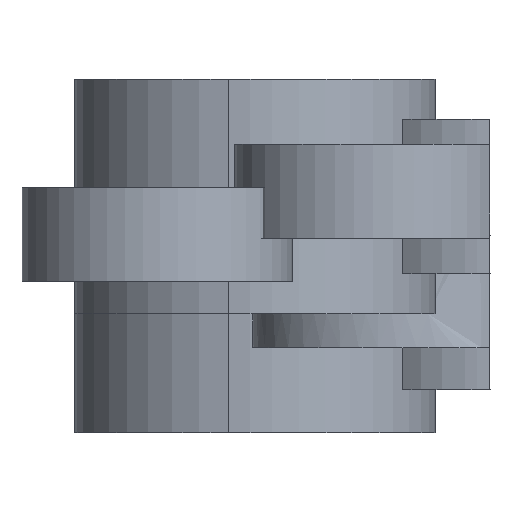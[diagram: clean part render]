
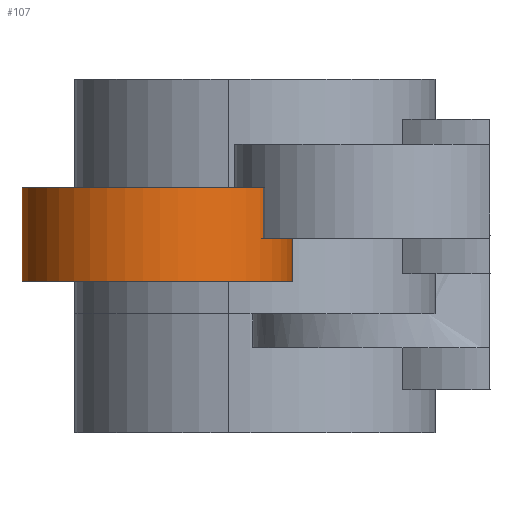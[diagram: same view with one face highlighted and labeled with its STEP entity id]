
A CAD part, front view. The second image highlights one B-rep face of the part: STEP entity #107.
In plain terms, the highlighted free-form (B-spline) face has degree [2, 1] with [9, 2] control points.
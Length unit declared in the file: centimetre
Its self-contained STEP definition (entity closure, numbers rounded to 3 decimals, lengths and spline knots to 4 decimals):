
#107=ADVANCED_FACE('',(#172),#972,.T.);
#172=FACE_OUTER_BOUND('',#237,.T.);
#237=EDGE_LOOP('',(#305,#306,#307,#308));
#305=ORIENTED_EDGE('',*,*,#551,.T.);
#306=ORIENTED_EDGE('',*,*,#549,.F.);
#307=ORIENTED_EDGE('',*,*,#548,.F.);
#308=ORIENTED_EDGE('',*,*,#547,.T.);
#547=EDGE_CURVE('',#837,#841,#701,.T.);
#548=EDGE_CURVE('',#837,#838,#702,.T.);
#549=EDGE_CURVE('',#838,#842,#703,.T.);
#551=EDGE_CURVE('',#841,#842,#705,.T.);
#701=(
BOUNDED_CURVE()
B_SPLINE_CURVE(2,(#1118,#1119,#1120,#1121,#1122,#1123,#1124),
 .UNSPECIFIED.,.F.,.F.)
B_SPLINE_CURVE_WITH_KNOTS((3,2,2,3),(0.,5.8905,11.781,
12.3702),.UNSPECIFIED.)
CURVE()
GEOMETRIC_REPRESENTATION_ITEM()
RATIONAL_B_SPLINE_CURVE((1.,0.707,1.,0.707,1.,0.997,
1.))
REPRESENTATION_ITEM('')
);
#702=(
BOUNDED_CURVE()
B_SPLINE_CURVE(1,(#1125,#1126),.UNSPECIFIED.,.F.,.F.)
B_SPLINE_CURVE_WITH_KNOTS((2,2),(0.,2.6),.UNSPECIFIED.)
CURVE()
GEOMETRIC_REPRESENTATION_ITEM()
RATIONAL_B_SPLINE_CURVE((1.,1.))
REPRESENTATION_ITEM('')
);
#703=(
BOUNDED_CURVE()
B_SPLINE_CURVE(2,(#1127,#1128,#1129,#1130,#1131,#1132,#1133),
 .UNSPECIFIED.,.F.,.F.)
B_SPLINE_CURVE_WITH_KNOTS((3,2,2,3),(0.,5.8905,11.781,
12.3702),.UNSPECIFIED.)
CURVE()
GEOMETRIC_REPRESENTATION_ITEM()
RATIONAL_B_SPLINE_CURVE((1.,0.707,1.,0.707,1.,0.997,
1.))
REPRESENTATION_ITEM('')
);
#705=(
BOUNDED_CURVE()
B_SPLINE_CURVE(1,(#1136,#1137),.UNSPECIFIED.,.F.,.F.)
B_SPLINE_CURVE_WITH_KNOTS((2,2),(0.,2.6),.UNSPECIFIED.)
CURVE()
GEOMETRIC_REPRESENTATION_ITEM()
RATIONAL_B_SPLINE_CURVE((1.,1.))
REPRESENTATION_ITEM('')
);
#837=VERTEX_POINT('',#1112);
#838=VERTEX_POINT('',#1113);
#841=VERTEX_POINT('',#1116);
#842=VERTEX_POINT('',#1117);
#972=(
BOUNDED_SURFACE()
B_SPLINE_SURFACE(2,1,((#1092,#1093),(#1094,#1095),(#1096,#1097),(#1098,
#1099),(#1100,#1101),(#1102,#1103),(#1104,#1105),(#1106,#1107),(#1108,#1109)),
 .UNSPECIFIED.,.T.,.F.,.F.)
B_SPLINE_SURFACE_WITH_KNOTS((3,2,2,2,3),(2,2),(0.,5.8905,11.781,
17.6715,23.5619),(0.,2.6),.UNSPECIFIED.)
GEOMETRIC_REPRESENTATION_ITEM()
RATIONAL_B_SPLINE_SURFACE(((1.,1.),(0.707,0.707),
(1.,1.),(0.707,0.707),(1.,1.),(0.707,
0.707),(1.,1.),(0.707,0.707),(1.,1.)))
REPRESENTATION_ITEM('')
SURFACE()
);
#1092=CARTESIAN_POINT('',(6.608,-208.2575,-1.9536));
#1093=CARTESIAN_POINT('',(6.608,-208.2575,0.9064));
#1094=CARTESIAN_POINT('',(6.5327,-212.3818,-1.9536));
#1095=CARTESIAN_POINT('',(6.5327,-212.3818,0.9064));
#1096=CARTESIAN_POINT('',(10.657,-212.4571,-1.9536));
#1097=CARTESIAN_POINT('',(10.657,-212.4571,0.9064));
#1098=CARTESIAN_POINT('',(14.7813,-212.5324,-1.9536));
#1099=CARTESIAN_POINT('',(14.7813,-212.5324,0.9064));
#1100=CARTESIAN_POINT('',(14.8566,-208.4081,-1.9536));
#1101=CARTESIAN_POINT('',(14.8566,-208.4081,0.9064));
#1102=CARTESIAN_POINT('',(14.9319,-204.2838,-1.9536));
#1103=CARTESIAN_POINT('',(14.9319,-204.2838,0.9064));
#1104=CARTESIAN_POINT('',(10.8076,-204.2085,-1.9536));
#1105=CARTESIAN_POINT('',(10.8076,-204.2085,0.9064));
#1106=CARTESIAN_POINT('',(6.6833,-204.1332,-1.9536));
#1107=CARTESIAN_POINT('',(6.6833,-204.1332,0.9064));
#1108=CARTESIAN_POINT('',(6.608,-208.2575,-1.9536));
#1109=CARTESIAN_POINT('',(6.608,-208.2575,0.9064));
#1112=CARTESIAN_POINT('',(6.608,-208.2575,-1.9536));
#1113=CARTESIAN_POINT('',(6.608,-208.2575,0.9064));
#1116=CARTESIAN_POINT('',(14.824,-207.8094,-1.9536));
#1117=CARTESIAN_POINT('',(14.824,-207.8094,0.9064));
#1118=CARTESIAN_POINT('',(6.608,-208.2575,-1.9536));
#1119=CARTESIAN_POINT('',(6.5327,-212.3818,-1.9536));
#1120=CARTESIAN_POINT('',(10.657,-212.4571,-1.9536));
#1121=CARTESIAN_POINT('',(14.7813,-212.5324,-1.9536));
#1122=CARTESIAN_POINT('',(14.8566,-208.4081,-1.9536));
#1123=CARTESIAN_POINT('',(14.8621,-208.1076,-1.9536));
#1124=CARTESIAN_POINT('',(14.824,-207.8094,-1.9536));
#1125=CARTESIAN_POINT('',(6.608,-208.2575,-1.9536));
#1126=CARTESIAN_POINT('',(6.608,-208.2575,0.9064));
#1127=CARTESIAN_POINT('',(6.608,-208.2575,0.9064));
#1128=CARTESIAN_POINT('',(6.5327,-212.3818,0.9064));
#1129=CARTESIAN_POINT('',(10.657,-212.4571,0.9064));
#1130=CARTESIAN_POINT('',(14.7813,-212.5324,0.9064));
#1131=CARTESIAN_POINT('',(14.8566,-208.4081,0.9064));
#1132=CARTESIAN_POINT('',(14.8621,-208.1076,0.9064));
#1133=CARTESIAN_POINT('',(14.824,-207.8094,0.9064));
#1136=CARTESIAN_POINT('',(14.824,-207.8094,-1.9536));
#1137=CARTESIAN_POINT('',(14.824,-207.8094,0.9064));
